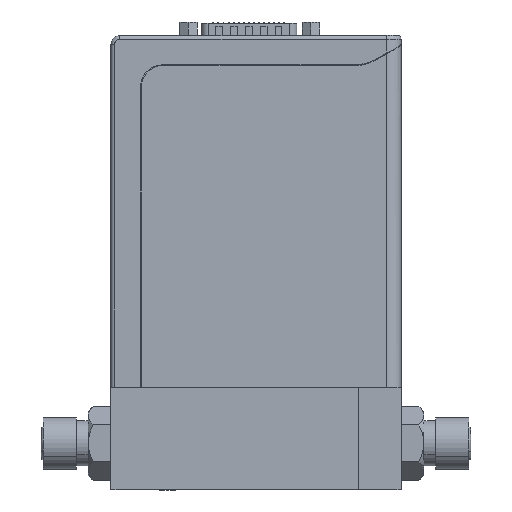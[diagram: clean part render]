
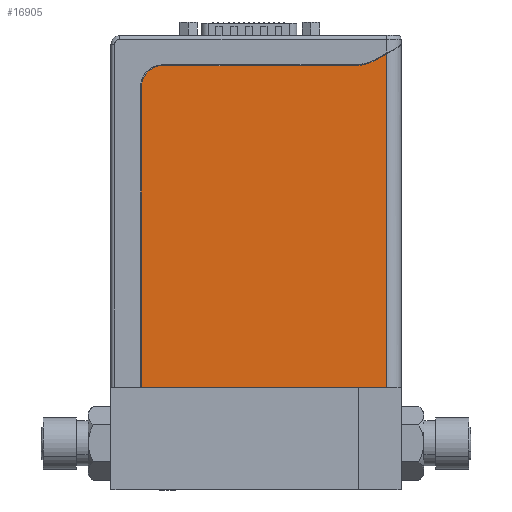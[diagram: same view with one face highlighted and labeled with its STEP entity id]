
A CAD part, left-side view. The second image highlights one B-rep face of the part: STEP entity #16905.
In plain terms, the highlighted planar face has unit normal (-1, 0, 0).
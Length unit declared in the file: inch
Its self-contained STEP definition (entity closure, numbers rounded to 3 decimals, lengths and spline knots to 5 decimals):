
#621 = LINE ( 'NONE', #16914, #16709 ) ;
#1387 = ORIENTED_EDGE ( 'NONE', *, *, #4103, .F. ) ;
#1616 = ORIENTED_EDGE ( 'NONE', *, *, #15949, .F. ) ;
#1748 = AXIS2_PLACEMENT_3D ( 'NONE', #10678, #18904, #14193 ) ;
#1869 = VECTOR ( 'NONE', #18021, 39.37008 ) ;
#2103 = VECTOR ( 'NONE', #15985, 39.37008 ) ;
#2131 = VERTEX_POINT ( 'NONE', #13859 ) ;
#2464 = CARTESIAN_POINT ( 'NONE',  ( -1.12106, 2.33071, 1.10236 ) ) ;
#2755 = AXIS2_PLACEMENT_3D ( 'NONE', #6409, #6392, #6365 ) ;
#3093 = EDGE_CURVE ( 'NONE', #12936, #3969, #6092, .T. ) ;
#3969 = VERTEX_POINT ( 'NONE', #17313 ) ;
#4005 = LINE ( 'NONE', #8589, #11730 ) ;
#4103 = EDGE_CURVE ( 'NONE', #7306, #4415, #8353, .T. ) ;
#4415 = VERTEX_POINT ( 'NONE', #11294 ) ;
#4577 = EDGE_CURVE ( 'NONE', #2131, #5301, #15041, .T. ) ;
#4760 = AXIS2_PLACEMENT_3D ( 'NONE', #6384, #5843, #5778 ) ;
#5301 = VERTEX_POINT ( 'NONE', #19282 ) ;
#5778 = DIRECTION ( 'NONE',  ( 0., 0., -1. ) ) ;
#5843 = DIRECTION ( 'NONE',  ( 1., 0., 0. ) ) ;
#5867 = PLANE ( 'NONE',  #4760 ) ;
#6092 = CIRCLE ( 'NONE', #2755, 0.47244 ) ;
#6365 = DIRECTION ( 'NONE',  ( 0., 0., 1. ) ) ;
#6384 = CARTESIAN_POINT ( 'NONE',  ( -1.12106, 2.10236, 4.32283 ) ) ;
#6392 = DIRECTION ( 'NONE',  ( -1., 0., 0. ) ) ;
#6409 = CARTESIAN_POINT ( 'NONE',  ( -1.12106, 0.04495, 5.02362 ) ) ;
#6491 = VERTEX_POINT ( 'NONE', #2464 ) ;
#7306 = VERTEX_POINT ( 'NONE', #9319 ) ;
#7698 = ORIENTED_EDGE ( 'NONE', *, *, #4577, .F. ) ;
#8353 = LINE ( 'NONE', #12285, #13745 ) ;
#8497 = DIRECTION ( 'NONE',  ( 0., 0., 1. ) ) ;
#8589 = CARTESIAN_POINT ( 'NONE',  ( -1.12106, 2.33071, 4.32283 ) ) ;
#9319 = CARTESIAN_POINT ( 'NONE',  ( -1.12106, -0.29528, 4.67452 ) ) ;
#10678 = CARTESIAN_POINT ( 'NONE',  ( -1.12106, 2.10236, 4.32283 ) ) ;
#11294 = CARTESIAN_POINT ( 'NONE',  ( -1.12106, -0.29528, 1.10236 ) ) ;
#11730 = VECTOR ( 'NONE', #8497, 39.37008 ) ;
#11985 = EDGE_LOOP ( 'NONE', ( #1387, #16165, #12260, #1616, #7698, #18994, #14134 ) ) ;
#12260 = ORIENTED_EDGE ( 'NONE', *, *, #3093, .F. ) ;
#12285 = CARTESIAN_POINT ( 'NONE',  ( -1.12106, -0.29528, 4.32283 ) ) ;
#12936 = VERTEX_POINT ( 'NONE', #16721 ) ;
#13745 = VECTOR ( 'NONE', #17444, 39.37008 ) ;
#13859 = CARTESIAN_POINT ( 'NONE',  ( -1.12106, 2.33071, 4.32283 ) ) ;
#14134 = ORIENTED_EDGE ( 'NONE', *, *, #16006, .F. ) ;
#14193 = DIRECTION ( 'NONE',  ( 0., 0., 1. ) ) ;
#15041 = CIRCLE ( 'NONE', #1748, 0.22835 ) ;
#15838 = EDGE_CURVE ( 'NONE', #3969, #7306, #16471, .T. ) ;
#15949 = EDGE_CURVE ( 'NONE', #5301, #12936, #621, .T. ) ;
#15985 = DIRECTION ( 'NONE',  ( 0., 1., 0. ) ) ;
#16006 = EDGE_CURVE ( 'NONE', #4415, #6491, #17648, .T. ) ;
#16033 = CARTESIAN_POINT ( 'NONE',  ( -1.12106, 2.10236, 1.10236 ) ) ;
#16165 = ORIENTED_EDGE ( 'NONE', *, *, #15838, .F. ) ;
#16426 = FACE_OUTER_BOUND ( 'NONE', #11985, .T. ) ;
#16471 = LINE ( 'NONE', #18065, #1869 ) ;
#16709 = VECTOR ( 'NONE', #16755, 39.37008 ) ;
#16721 = CARTESIAN_POINT ( 'NONE',  ( -1.12106, 0.04495, 4.55118 ) ) ;
#16755 = DIRECTION ( 'NONE',  ( 0., -1., 0. ) ) ;
#16905 = ADVANCED_FACE ( 'NONE', ( #16426 ), #5867, .F. ) ;
#16914 = CARTESIAN_POINT ( 'NONE',  ( -1.12106, 2.10236, 4.55118 ) ) ;
#17313 = CARTESIAN_POINT ( 'NONE',  ( -1.12106, -0.19127, 4.61448 ) ) ;
#17444 = DIRECTION ( 'NONE',  ( 0., 0., -1. ) ) ;
#17648 = LINE ( 'NONE', #16033, #2103 ) ;
#18021 = DIRECTION ( 'NONE',  ( 0., -0.866, 0.5 ) ) ;
#18065 = CARTESIAN_POINT ( 'NONE',  ( -1.12106, -0.19127, 4.61448 ) ) ;
#18399 = EDGE_CURVE ( 'NONE', #6491, #2131, #4005, .T. ) ;
#18904 = DIRECTION ( 'NONE',  ( 1., 0., 0. ) ) ;
#18994 = ORIENTED_EDGE ( 'NONE', *, *, #18399, .F. ) ;
#19282 = CARTESIAN_POINT ( 'NONE',  ( -1.12106, 2.10236, 4.55118 ) ) ;
